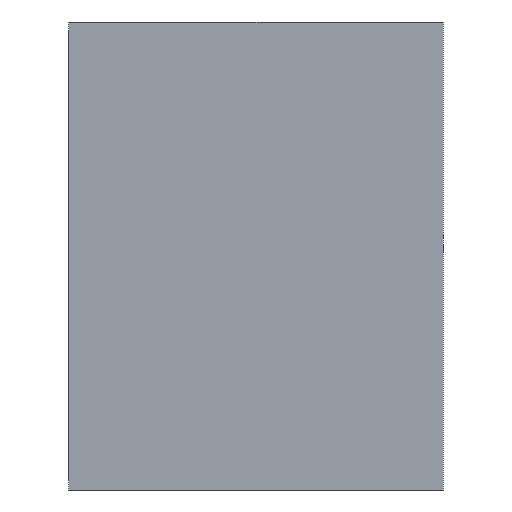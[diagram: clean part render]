
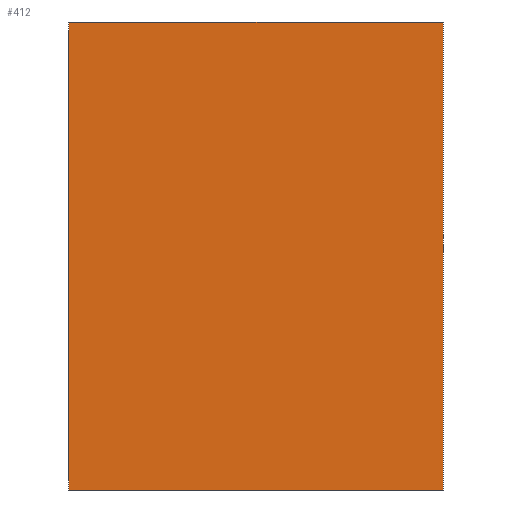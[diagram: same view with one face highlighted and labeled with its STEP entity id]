
A CAD part, left-side view. The second image highlights one B-rep face of the part: STEP entity #412.
In plain terms, the highlighted planar face has unit normal (-1, 0, 0).
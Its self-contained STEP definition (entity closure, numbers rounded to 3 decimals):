
#1 = EDGE_CURVE ( 'NONE', #13, #96, #484, .T. ) ;
#13 = VERTEX_POINT ( 'NONE', #535 ) ;
#51 = VERTEX_POINT ( 'NONE', #538 ) ;
#60 = ORIENTED_EDGE ( 'NONE', *, *, #958, .T. ) ;
#78 = CARTESIAN_POINT ( 'NONE',  ( -0.5, 0.4, 0.25 ) ) ;
#96 = VERTEX_POINT ( 'NONE', #697 ) ;
#129 = DIRECTION ( 'NONE',  ( 0., 0., -1. ) ) ;
#145 = CARTESIAN_POINT ( 'NONE',  ( -0.5, 0.4, 0.25 ) ) ;
#245 = CARTESIAN_POINT ( 'NONE',  ( -0.5, 0., 0.25 ) ) ;
#296 = EDGE_LOOP ( 'NONE', ( #60, #413, #609, #819 ) ) ;
#302 = LINE ( 'NONE', #245, #946 ) ;
#316 = LINE ( 'NONE', #748, #667 ) ;
#337 = CARTESIAN_POINT ( 'NONE',  ( -0.5, 0.4, 0.25 ) ) ;
#408 = VECTOR ( 'NONE', #826, 1000. ) ;
#412 = ADVANCED_FACE ( 'NONE', ( #646 ), #587, .F. ) ;
#413 = ORIENTED_EDGE ( 'NONE', *, *, #1, .F. ) ;
#456 = EDGE_CURVE ( 'NONE', #729, #51, #316, .T. ) ;
#477 = AXIS2_PLACEMENT_3D ( 'NONE', #337, #584, #129 ) ;
#484 = LINE ( 'NONE', #145, #408 ) ;
#489 = DIRECTION ( 'NONE',  ( 0., 0., 1. ) ) ;
#504 = LINE ( 'NONE', #78, #780 ) ;
#535 = CARTESIAN_POINT ( 'NONE',  ( -0.5, 0.4, 0.25 ) ) ;
#538 = CARTESIAN_POINT ( 'NONE',  ( -0.5, 0., -0.25 ) ) ;
#584 = DIRECTION ( 'NONE',  ( 1., 0., 0. ) ) ;
#587 = PLANE ( 'NONE',  #477 ) ;
#609 = ORIENTED_EDGE ( 'NONE', *, *, #618, .F. ) ;
#613 = DIRECTION ( 'NONE',  ( 0., 0., 1. ) ) ;
#618 = EDGE_CURVE ( 'NONE', #729, #13, #504, .T. ) ;
#646 = FACE_OUTER_BOUND ( 'NONE', #296, .T. ) ;
#667 = VECTOR ( 'NONE', #739, 1000. ) ;
#697 = CARTESIAN_POINT ( 'NONE',  ( -0.5, 0., 0.25 ) ) ;
#700 = CARTESIAN_POINT ( 'NONE',  ( -0.5, 0.4, -0.25 ) ) ;
#729 = VERTEX_POINT ( 'NONE', #700 ) ;
#739 = DIRECTION ( 'NONE',  ( 0., -1., 0. ) ) ;
#748 = CARTESIAN_POINT ( 'NONE',  ( -0.5, 0.4, -0.25 ) ) ;
#780 = VECTOR ( 'NONE', #613, 1000. ) ;
#819 = ORIENTED_EDGE ( 'NONE', *, *, #456, .T. ) ;
#826 = DIRECTION ( 'NONE',  ( 0., -1., 0. ) ) ;
#946 = VECTOR ( 'NONE', #489, 1000. ) ;
#958 = EDGE_CURVE ( 'NONE', #51, #96, #302, .T. ) ;
